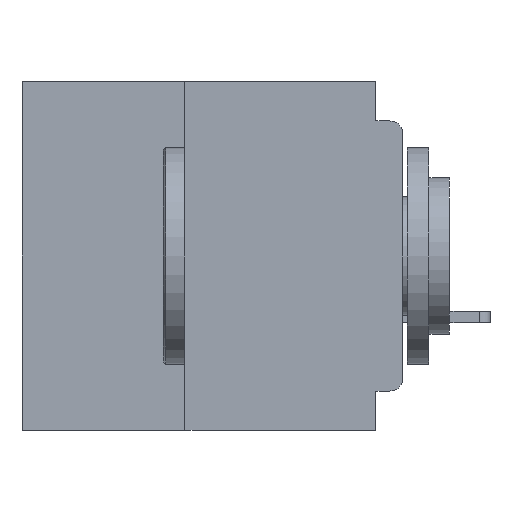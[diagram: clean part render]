
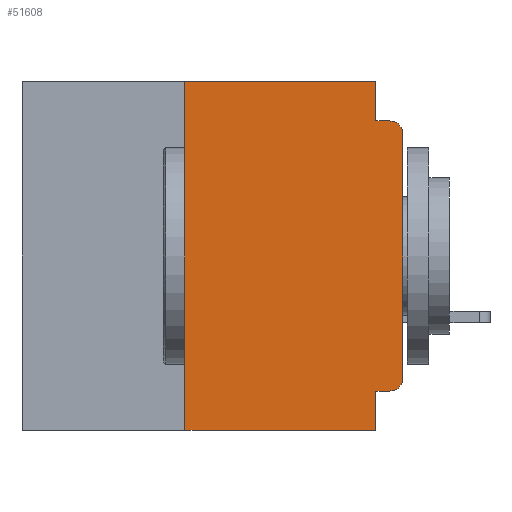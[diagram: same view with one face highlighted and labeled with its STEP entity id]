
A CAD part, left-side view. The second image highlights one B-rep face of the part: STEP entity #51608.
In plain terms, the highlighted planar face has unit normal (-1, 0, 0).
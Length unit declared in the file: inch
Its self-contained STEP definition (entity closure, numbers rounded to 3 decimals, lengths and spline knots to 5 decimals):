
#117 = CARTESIAN_POINT ( 'NONE',  ( 0., 0., -0.34 ) ) ;
#1040 = CARTESIAN_POINT ( 'NONE',  ( 0., 0.015, -0.34 ) ) ;
#1061 = CARTESIAN_POINT ( 'NONE',  ( 0., 0.437, 0. ) ) ;
#1596 = DIRECTION ( 'NONE',  ( 0., 0., -1. ) ) ;
#1889 = VERTEX_POINT ( 'NONE', #44593 ) ;
#2999 = AXIS2_PLACEMENT_3D ( 'NONE', #32765, #3882, #37537 ) ;
#3041 = LINE ( 'NONE', #28055, #52537 ) ;
#3882 = DIRECTION ( 'NONE',  ( 1., 0., 0. ) ) ;
#4264 = ORIENTED_EDGE ( 'NONE', *, *, #8812, .F. ) ;
#5968 = DIRECTION ( 'NONE',  ( 0., 0., -1. ) ) ;
#6322 = ORIENTED_EDGE ( 'NONE', *, *, #48749, .F. ) ;
#8404 = ORIENTED_EDGE ( 'NONE', *, *, #44488, .F. ) ;
#8812 = EDGE_CURVE ( 'NONE', #10015, #12576, #38987, .T. ) ;
#8897 = DIRECTION ( 'NONE',  ( 0., -1., 0. ) ) ;
#9704 = VECTOR ( 'NONE', #1596, 39.37008 ) ;
#10015 = VERTEX_POINT ( 'NONE', #30684 ) ;
#10867 = DIRECTION ( 'NONE',  ( 0., 0., 1. ) ) ;
#11550 = CARTESIAN_POINT ( 'NONE',  ( 0., 0.031, -0.355 ) ) ;
#11553 = VERTEX_POINT ( 'NONE', #117 ) ;
#11998 = CIRCLE ( 'NONE', #24324, 0.015 ) ;
#12290 = DIRECTION ( 'NONE',  ( 0., 0., 1. ) ) ;
#12576 = VERTEX_POINT ( 'NONE', #11550 ) ;
#13610 = LINE ( 'NONE', #20797, #24886 ) ;
#13984 = VECTOR ( 'NONE', #44362, 39.37008 ) ;
#14122 = VERTEX_POINT ( 'NONE', #57503 ) ;
#15033 = EDGE_CURVE ( 'NONE', #1889, #14122, #3041, .T. ) ;
#15264 = CARTESIAN_POINT ( 'NONE',  ( 0., 0.015, -0.06 ) ) ;
#16287 = CARTESIAN_POINT ( 'NONE',  ( 0., 0., -0.06 ) ) ;
#17615 = ORIENTED_EDGE ( 'NONE', *, *, #53101, .F. ) ;
#18119 = EDGE_CURVE ( 'NONE', #55582, #52433, #13610, .T. ) ;
#18431 = ORIENTED_EDGE ( 'NONE', *, *, #23440, .T. ) ;
#18887 = LINE ( 'NONE', #44417, #56954 ) ;
#20085 = DIRECTION ( 'NONE',  ( 0., 0., -1. ) ) ;
#20756 = ORIENTED_EDGE ( 'NONE', *, *, #15033, .T. ) ;
#20797 = CARTESIAN_POINT ( 'NONE',  ( 0., 0., -0.045 ) ) ;
#21615 = VECTOR ( 'NONE', #51360, 39.37008 ) ;
#23358 = CARTESIAN_POINT ( 'NONE',  ( 0., 0.031, -0.045 ) ) ;
#23440 = EDGE_CURVE ( 'NONE', #11553, #40796, #18887, .T. ) ;
#24324 = AXIS2_PLACEMENT_3D ( 'NONE', #15264, #48747, #20085 ) ;
#24771 = VECTOR ( 'NONE', #47981, 39.37008 ) ;
#24886 = VECTOR ( 'NONE', #30264, 39.37008 ) ;
#27929 = PLANE ( 'NONE',  #2999 ) ;
#28055 = CARTESIAN_POINT ( 'NONE',  ( 0., 0.437, -0.4 ) ) ;
#29661 = EDGE_LOOP ( 'NONE', ( #18431, #38898, #53912, #17615, #6322, #35392, #20756, #8404, #4264, #37091 ) ) ;
#30075 = VERTEX_POINT ( 'NONE', #48331 ) ;
#30264 = DIRECTION ( 'NONE',  ( 0., -1., 0. ) ) ;
#30684 = CARTESIAN_POINT ( 'NONE',  ( 0., 0.015, -0.355 ) ) ;
#32765 = CARTESIAN_POINT ( 'NONE',  ( 0., 0.437, 0. ) ) ;
#33848 = CARTESIAN_POINT ( 'NONE',  ( 0., 0., -0.355 ) ) ;
#34762 = DIRECTION ( 'NONE',  ( -1., 0., 0. ) ) ;
#35392 = ORIENTED_EDGE ( 'NONE', *, *, #42581, .F. ) ;
#36761 = LINE ( 'NONE', #58917, #9704 ) ;
#37091 = ORIENTED_EDGE ( 'NONE', *, *, #44135, .T. ) ;
#37537 = DIRECTION ( 'NONE',  ( 0., 0., -1. ) ) ;
#37725 = FACE_OUTER_BOUND ( 'NONE', #29661, .T. ) ;
#38898 = ORIENTED_EDGE ( 'NONE', *, *, #59590, .T. ) ;
#38987 = LINE ( 'NONE', #33848, #24771 ) ;
#40796 = VERTEX_POINT ( 'NONE', #16287 ) ;
#42581 = EDGE_CURVE ( 'NONE', #1889, #30075, #42720, .T. ) ;
#42720 = LINE ( 'NONE', #50564, #55326 ) ;
#42772 = AXIS2_PLACEMENT_3D ( 'NONE', #1040, #34762, #5968 ) ;
#43686 = CARTESIAN_POINT ( 'NONE',  ( 0., 0.015, -0.045 ) ) ;
#44116 = CIRCLE ( 'NONE', #42772, 0.015 ) ;
#44135 = EDGE_CURVE ( 'NONE', #10015, #11553, #44116, .T. ) ;
#44362 = DIRECTION ( 'NONE',  ( 0., -1., 0. ) ) ;
#44417 = CARTESIAN_POINT ( 'NONE',  ( 0., 0., 0. ) ) ;
#44488 = EDGE_CURVE ( 'NONE', #12576, #14122, #59578, .T. ) ;
#44593 = CARTESIAN_POINT ( 'NONE',  ( 0., 0.25, -0.4 ) ) ;
#45218 = VERTEX_POINT ( 'NONE', #52103 ) ;
#47981 = DIRECTION ( 'NONE',  ( 0., 1., 0. ) ) ;
#48331 = CARTESIAN_POINT ( 'NONE',  ( 0., 0.25, 0. ) ) ;
#48747 = DIRECTION ( 'NONE',  ( -1., 0., 0. ) ) ;
#48749 = EDGE_CURVE ( 'NONE', #30075, #45218, #52141, .T. ) ;
#50564 = CARTESIAN_POINT ( 'NONE',  ( 0., 0.25, -0.4 ) ) ;
#51360 = DIRECTION ( 'NONE',  ( 0., 0., -1. ) ) ;
#51608 = ADVANCED_FACE ( 'NONE', ( #37725 ), #27929, .F. ) ;
#52103 = CARTESIAN_POINT ( 'NONE',  ( 0., 0.031, 0. ) ) ;
#52141 = LINE ( 'NONE', #1061, #13984 ) ;
#52433 = VERTEX_POINT ( 'NONE', #43686 ) ;
#52537 = VECTOR ( 'NONE', #8897, 39.37008 ) ;
#53101 = EDGE_CURVE ( 'NONE', #45218, #55582, #36761, .T. ) ;
#53912 = ORIENTED_EDGE ( 'NONE', *, *, #18119, .F. ) ;
#55326 = VECTOR ( 'NONE', #12290, 39.37008 ) ;
#55582 = VERTEX_POINT ( 'NONE', #23358 ) ;
#56095 = CARTESIAN_POINT ( 'NONE',  ( 0., 0.031, -0.4 ) ) ;
#56954 = VECTOR ( 'NONE', #10867, 39.37008 ) ;
#57503 = CARTESIAN_POINT ( 'NONE',  ( 0., 0.031, -0.4 ) ) ;
#58917 = CARTESIAN_POINT ( 'NONE',  ( 0., 0.031, 0. ) ) ;
#59578 = LINE ( 'NONE', #56095, #21615 ) ;
#59590 = EDGE_CURVE ( 'NONE', #40796, #52433, #11998, .T. ) ;
